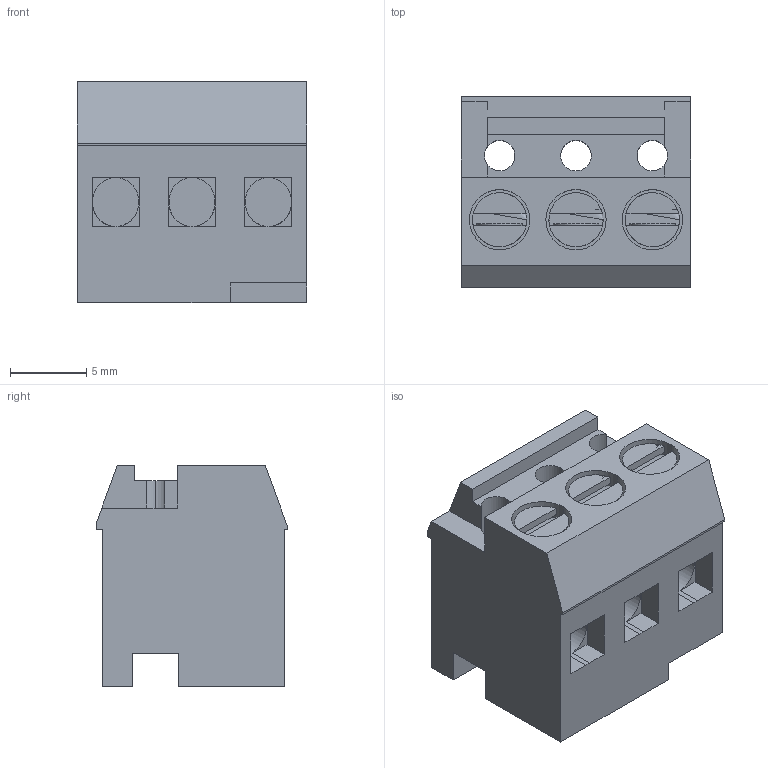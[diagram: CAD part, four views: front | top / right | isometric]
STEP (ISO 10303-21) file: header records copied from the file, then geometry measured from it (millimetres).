
FILE_DESCRIPTION(('FreeCAD Model'),'2;1');
FILE_NAME('Open CASCADE Shape Model','2021-07-17T16:36:59',( 'kicad StepUp'),('ksu MCAD'),'Open CASCADE STEP processor 7.5', 'FreeCAD','Unknown');
FILE_SCHEMA(('AUTOMOTIVE_DESIGN { 1 0 10303 214 1 1 1 1 }'));
Length unit declared in the file: millimetre
Products named in the file (1): RP02503IBLC
Bounding box: 15 x 12.55 x 14.5 mm (x, y, z)
Surface area: 1634.7 mm2 (no closed solid volume)
Topology: 0 solids, 1 shells, 98 faces, 276 edges, 181 vertices
Faces by surface type: plane 74, cylinder 24
Entity records: 6648 total; most frequent: CARTESIAN_POINT 1162, DIRECTION 1055, LINE 661, VECTOR 661, ORIENTED_EDGE 534, PCURVE 534, DEFINITIONAL_REPRESENTATION 534, EDGE_CURVE 267
